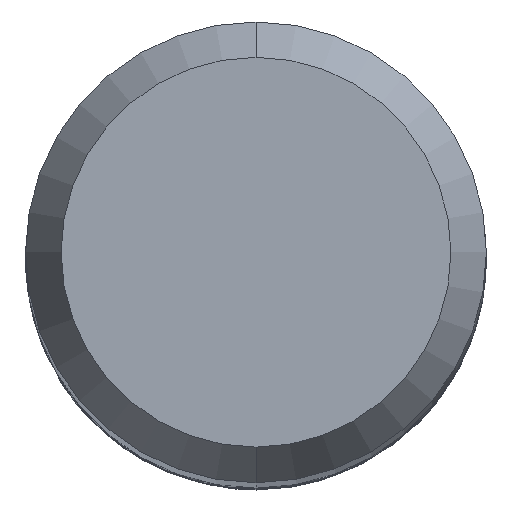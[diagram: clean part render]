
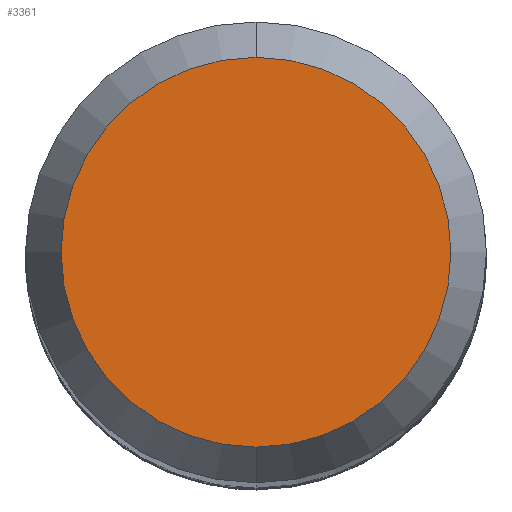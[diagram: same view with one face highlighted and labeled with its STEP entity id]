
A CAD part, top view. The second image highlights one B-rep face of the part: STEP entity #3361.
In plain terms, the highlighted planar face has unit normal (0, 0, 1).
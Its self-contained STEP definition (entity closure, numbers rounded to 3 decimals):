
#1279=EDGE_CURVE('',#2205,#3523,#3694,.T.);
#2205=VERTEX_POINT('',#4704);
#3361=ADVANCED_FACE('',(#5964),#5965,.T.);
#3523=VERTEX_POINT('',#6139);
#3589=EDGE_CURVE('',#3523,#2205,#6210,.T.);
#3694=CIRCLE('',#6455,2.538);
#4704=CARTESIAN_POINT('',(0.0,2.538,0.0));
#5964=FACE_OUTER_BOUND('',#23175,.T.);
#5965=PLANE('',#23176);
#6139=CARTESIAN_POINT('',(0.,-2.538,0.0));
#6210=CIRCLE('',#25037,2.538);
#6455=AXIS2_PLACEMENT_3D('',#25455,#25456,#25457);
#23175=EDGE_LOOP('',(#27841,#27842));
#23176=AXIS2_PLACEMENT_3D('',#27843,#27844,#27845);
#25037=AXIS2_PLACEMENT_3D('',#28090,#28091,#28092);
#25455=CARTESIAN_POINT('',(0.0,0.0,0.0));
#25456=DIRECTION('',(0.0,0.0,-1.0));
#25457=DIRECTION('',(0.0,1.0,0.0));
#27841=ORIENTED_EDGE('',*,*,#1279,.F.);
#27842=ORIENTED_EDGE('',*,*,#3589,.F.);
#27843=CARTESIAN_POINT('',(0.0,1.269,0.0));
#27844=DIRECTION('',(-0.0,0.0,1.0));
#27845=DIRECTION('',(0.0,-1.0,0.0));
#28090=CARTESIAN_POINT('',(0.0,0.0,0.0));
#28091=DIRECTION('',(0.0,0.0,-1.0));
#28092=DIRECTION('',(0.0,1.0,0.0));
